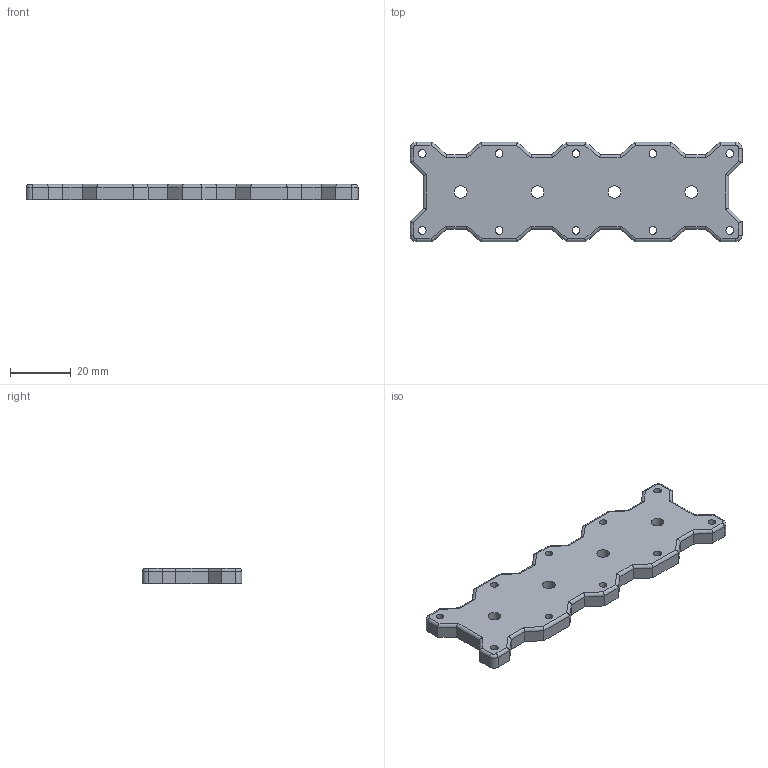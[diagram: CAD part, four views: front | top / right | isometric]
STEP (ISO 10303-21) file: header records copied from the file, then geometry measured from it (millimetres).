
FILE_DESCRIPTION(/* description */ (''),/* implementation_level */ '2;1');
FILE_NAME(/* name */ 'P-TET-000126-0.step',/* time_stamp */ '2021-03-05T19:23:26+00:00',/* author */ (''),/* organization */ (''),/* preprocessor_version */ 'ST-DEVELOPER v18.1',/* originating_system */ 'Autodesk Translation Framework v9.10.0.1330',/* authorisation */ '');
FILE_SCHEMA (('AUTOMOTIVE_DESIGN { 1 0 10303 214 3 1 1 }'));
Length unit declared in the file: millimetre
Products named in the file (1): P-TET-000126-0
Bounding box: 109.68 x 32.82 x 5 mm (x, y, z)
Volume: 13380.5 mm3; surface area: 8364.6 mm2
Topology: 1 solids, 1 shells, 120 faces, 294 edges, 180 vertices
Faces by surface type: cylinder 66, plane 50, bspline 4
Full cylindrical faces by diameter (mm): 2.529 x10, 4.2 x4, 16.002 x4
Entity records: 3595 total; most frequent: CARTESIAN_POINT 627, DIRECTION 624, ORIENTED_EDGE 588, EDGE_CURVE 294, AXIS2_PLACEMENT_3D 213, LINE 198, VECTOR 198, VERTEX_POINT 180
